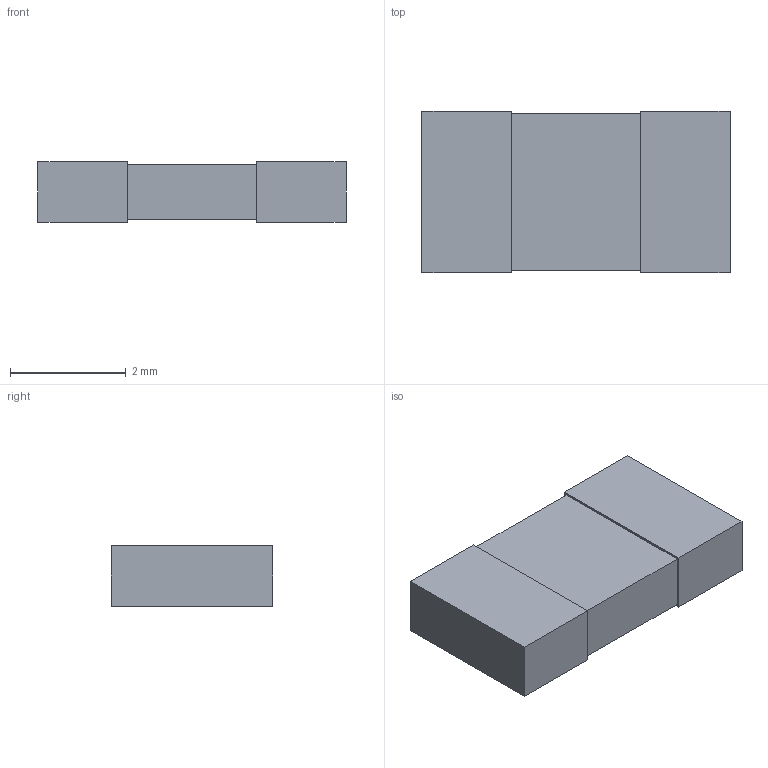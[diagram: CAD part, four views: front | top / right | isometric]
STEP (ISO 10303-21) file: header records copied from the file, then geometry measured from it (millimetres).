
FILE_DESCRIPTION(('STEP AP214'),'1');
FILE_NAME('STA_CSNL2010(<=3)_STP-M','2020-11-26T01:51:47',(''),(''),'','','');
FILE_SCHEMA(('AUTOMOTIVE_DESIGN'));
Length unit declared in the file: millimetre
Products named in the file (1): product
Bounding box: 5.33 x 2.79 x 1.04 mm (x, y, z)
Volume: 14.8 mm3; surface area: 57 mm2
Topology: 3 solids, 3 shells, 18 faces, 36 edges, 24 vertices
Faces by surface type: plane 18
Entity records: 489 total; most frequent: DIRECTION 74, ORIENTED_EDGE 72, CARTESIAN_POINT 43, EDGE_CURVE 36, LINE 36, VECTOR 36, VERTEX_POINT 24, AXIS2_PLACEMENT_3D 19
